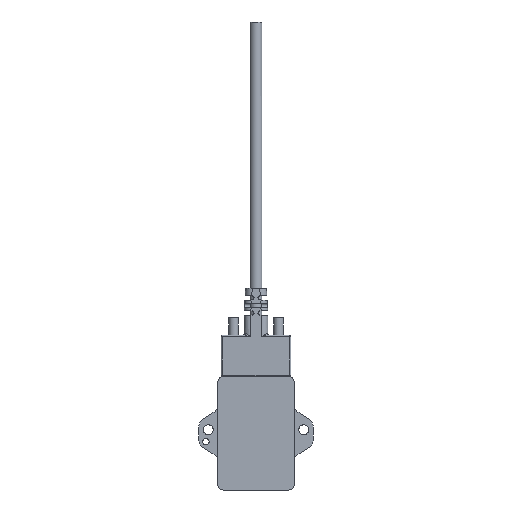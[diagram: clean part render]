
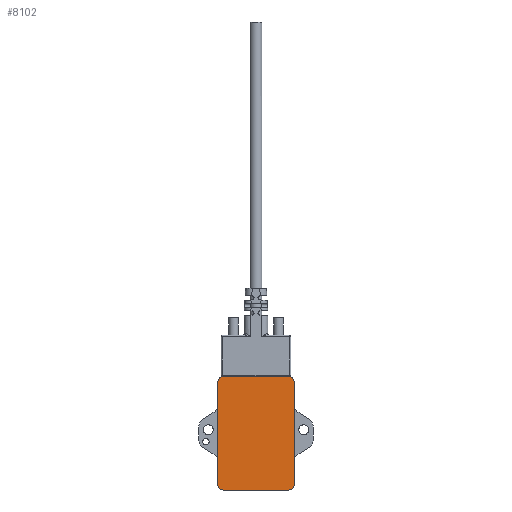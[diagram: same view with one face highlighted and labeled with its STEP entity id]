
A CAD part, front view. The second image highlights one B-rep face of the part: STEP entity #8102.
In plain terms, the highlighted planar face has unit normal (0, -1, 0).
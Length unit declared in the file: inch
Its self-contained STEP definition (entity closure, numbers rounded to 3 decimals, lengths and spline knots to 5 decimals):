
#109=PLANE('',#8703);
#727=FACE_OUTER_BOUND('',#1177,.T.);
#1177=EDGE_LOOP('',(#5567,#5568,#5569,#5570,#5571,#5572,#5573,#5574));
#1590=CIRCLE('',#8704,0.07);
#1591=CIRCLE('',#8705,0.07);
#1592=CIRCLE('',#8706,0.07);
#1593=CIRCLE('',#8707,0.07);
#1996=LINE('',#22315,#2504);
#1997=LINE('',#22319,#2505);
#1998=LINE('',#22323,#2506);
#1999=LINE('',#22326,#2507);
#2504=VECTOR('',#10014,0.3937);
#2505=VECTOR('',#10017,0.3937);
#2506=VECTOR('',#10020,0.3937);
#2507=VECTOR('',#10023,0.3937);
#3223=VERTEX_POINT('',#22311);
#3224=VERTEX_POINT('',#22312);
#3225=VERTEX_POINT('',#22314);
#3226=VERTEX_POINT('',#22316);
#3227=VERTEX_POINT('',#22318);
#3228=VERTEX_POINT('',#22320);
#3229=VERTEX_POINT('',#22322);
#3230=VERTEX_POINT('',#22324);
#4150=EDGE_CURVE('',#3223,#3224,#1590,.T.);
#4151=EDGE_CURVE('',#3223,#3225,#1996,.T.);
#4152=EDGE_CURVE('',#3226,#3225,#1591,.T.);
#4153=EDGE_CURVE('',#3226,#3227,#1997,.T.);
#4154=EDGE_CURVE('',#3228,#3227,#1592,.T.);
#4155=EDGE_CURVE('',#3228,#3229,#1998,.T.);
#4156=EDGE_CURVE('',#3230,#3229,#1593,.T.);
#4157=EDGE_CURVE('',#3230,#3224,#1999,.T.);
#5567=ORIENTED_EDGE('',*,*,#4150,.F.);
#5568=ORIENTED_EDGE('',*,*,#4151,.T.);
#5569=ORIENTED_EDGE('',*,*,#4152,.F.);
#5570=ORIENTED_EDGE('',*,*,#4153,.T.);
#5571=ORIENTED_EDGE('',*,*,#4154,.F.);
#5572=ORIENTED_EDGE('',*,*,#4155,.T.);
#5573=ORIENTED_EDGE('',*,*,#4156,.F.);
#5574=ORIENTED_EDGE('',*,*,#4157,.T.);
#8102=ADVANCED_FACE('',(#727),#109,.T.);
#8703=AXIS2_PLACEMENT_3D('',#22310,#10010,#10011);
#8704=AXIS2_PLACEMENT_3D('',#22313,#10012,#10013);
#8705=AXIS2_PLACEMENT_3D('',#22317,#10015,#10016);
#8706=AXIS2_PLACEMENT_3D('',#22321,#10018,#10019);
#8707=AXIS2_PLACEMENT_3D('',#22325,#10021,#10022);
#10010=DIRECTION('center_axis',(0.,-1.,0.));
#10011=DIRECTION('ref_axis',(0.,0.,-1.));
#10012=DIRECTION('center_axis',(0.,1.,0.));
#10013=DIRECTION('ref_axis',(-0.707,0.,0.707));
#10014=DIRECTION('',(0.,0.,-1.));
#10015=DIRECTION('center_axis',(0.,1.,0.));
#10016=DIRECTION('ref_axis',(-0.707,0.,-0.707));
#10017=DIRECTION('',(1.,0.,0.));
#10018=DIRECTION('center_axis',(0.,1.,0.));
#10019=DIRECTION('ref_axis',(0.707,0.,-0.707));
#10020=DIRECTION('',(0.,0.,1.));
#10021=DIRECTION('center_axis',(0.,1.,0.));
#10022=DIRECTION('ref_axis',(0.707,0.,0.707));
#10023=DIRECTION('',(-1.,0.,0.));
#22310=CARTESIAN_POINT('Origin',(-0.03102,-0.07115,
0.));
#22311=CARTESIAN_POINT('',(-0.51102,-0.07115,0.6425));
#22312=CARTESIAN_POINT('',(-0.44102,-0.07115,0.7125));
#22313=CARTESIAN_POINT('Origin',(-0.44102,-0.07115,
0.6425));
#22314=CARTESIAN_POINT('',(-0.51102,-0.07115,-0.6425));
#22315=CARTESIAN_POINT('',(-0.51102,-0.07115,0.7125));
#22316=CARTESIAN_POINT('',(-0.44102,-0.07115,-0.7125));
#22317=CARTESIAN_POINT('Origin',(-0.44102,-0.07115,
-0.6425));
#22318=CARTESIAN_POINT('',(0.37898,-0.07115,-0.7125));
#22319=CARTESIAN_POINT('',(-0.51102,-0.07115,-0.7125));
#22320=CARTESIAN_POINT('',(0.44898,-0.07115,-0.6425));
#22321=CARTESIAN_POINT('Origin',(0.37898,-0.07115,
-0.6425));
#22322=CARTESIAN_POINT('',(0.44898,-0.07115,0.6425));
#22323=CARTESIAN_POINT('',(0.44898,-0.07115,-0.7125));
#22324=CARTESIAN_POINT('',(0.37898,-0.07115,0.7125));
#22325=CARTESIAN_POINT('Origin',(0.37898,-0.07115,
0.6425));
#22326=CARTESIAN_POINT('',(0.44898,-0.07115,0.7125));
